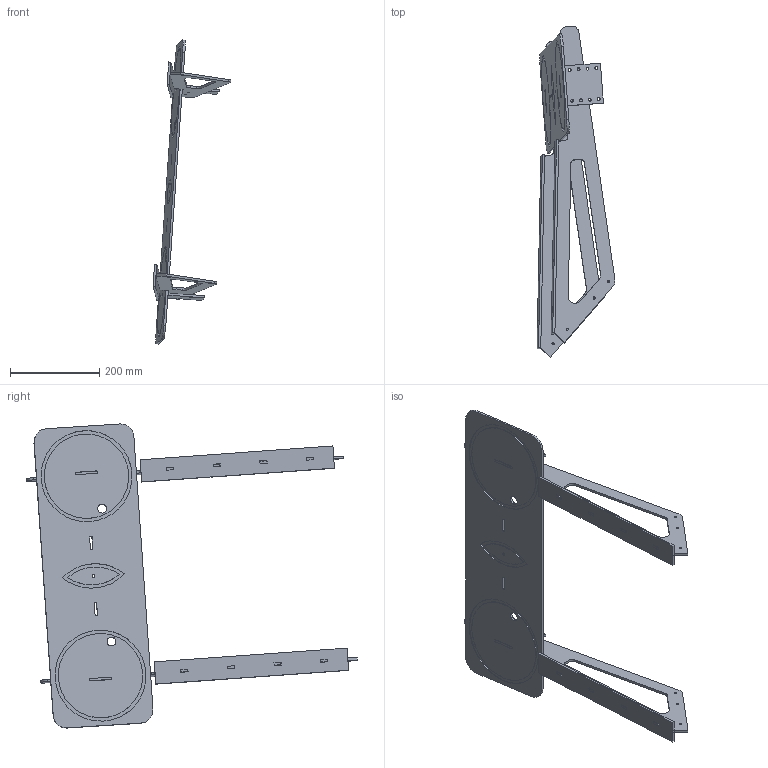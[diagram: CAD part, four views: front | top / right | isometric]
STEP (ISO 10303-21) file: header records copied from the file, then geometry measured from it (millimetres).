
FILE_DESCRIPTION(/* description */ (''),/* implementation_level */ '2;1');
FILE_NAME(/* name */ 'złożenie_690.stp',/* time_stamp */ '2019-10-29T19:48:21+01:00',/* author */ ('Kamil Bęś'),/* organization */ (''),/* preprocessor_version */ 'ST-DEVELOPER v18',/* originating_system */ 'Autodesk Inventor 2020',/* authorisation */ '');
FILE_SCHEMA (('AUTOMOTIVE_DESIGN { 1 0 10303 214 3 1 1 }'));
Length unit declared in the file: millimetre
Products named in the file (5): złożenie_690; nowy_bok; poprz_teownik; Cewki_690; wysokosc
Assembly tree (7 placements, depth 2):
  złożenie_690
    nowy_bok  x2
    poprz_teownik  x2
    Cewki_690
    wysokosc  x2
Bounding box: 175.12 x 743.01 x 682.74 mm (x, y, z)
Volume: 1441739.1 mm3; surface area: 643562.3 mm2
Topology: 7 solids, 7 shells, 225 faces, 646 edges, 441 vertices
Faces by surface type: plane 150, cylinder 75
Full cylindrical faces by diameter (mm): 5 x6, 6 x1, 6.5 x20, 20 x2, 190 x2, 205 x2
Entity records: 4984 total; most frequent: DIRECTION 836, CARTESIAN_POINT 831, ORIENTED_EDGE 804, EDGE_CURVE 402, AXIS2_PLACEMENT_3D 279, LINE 278, VECTOR 278, VERTEX_POINT 274
